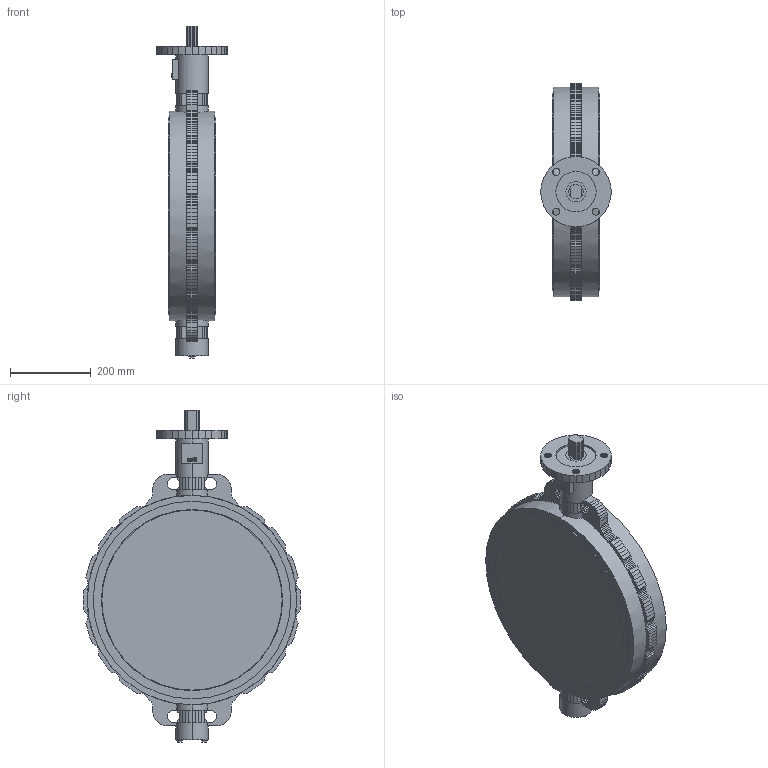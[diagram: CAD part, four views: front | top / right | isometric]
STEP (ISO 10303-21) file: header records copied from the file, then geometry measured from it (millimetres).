
FILE_DESCRIPTION(('no description'),'unknown implementation level');
FILE_NAME('Belimo_D6450N_3D.stp',' ',('pit-cup GmbH'),('CADClick - KiM GmbH - www.kimweb.de'),'unknown preprocess','ACIS','unknown authorization');
FILE_SCHEMA(('automotive_design'));
Length unit declared in the file: millimetre
Products named in the file (2): 1; 2
Bounding box: 175 x 539 x 824.5 mm (x, y, z)
Volume: 13515220.6 mm3; surface area: 1595040.7 mm2
Topology: 2 solids, 3 shells, 1092 faces, 3410 edges, 2263 vertices
Faces by surface type: plane 981, cylinder 99, cone 12
Entity records: 76879 total; most frequent: CARTESIAN_POINT 8851, ORIENTED_EDGE 6820, STYLED_ITEM 6767, PRESENTATION_STYLE_ASSIGNMENT 6767, COLOUR_RGB 6767, DIRECTION 5921, EDGE_CURVE 3410, CURVE_STYLE 3410
